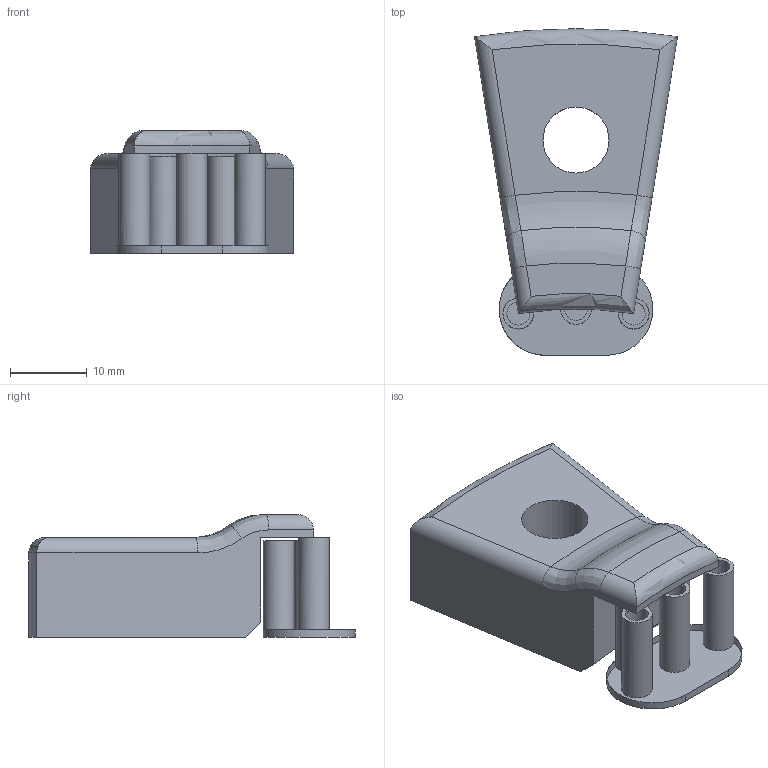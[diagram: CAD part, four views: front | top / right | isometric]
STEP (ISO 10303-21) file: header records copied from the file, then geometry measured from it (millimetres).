
FILE_DESCRIPTION(/* description */ (''),/* implementation_level */ '2;1');
FILE_NAME(/* name */ 'G004000-Clip rodamiento-con soporte_rev03.stp',/* time_stamp */ '2015-03-24T14:01:46+01:00',/* author */ ('jnazabal'),/* organization */ (''),/* preprocessor_version */ 'ST-DEVELOPER v15.6',/* originating_system */ 'Autodesk Inventor 2015',/* authorisation */ '');
FILE_SCHEMA (('AUTOMOTIVE_DESIGN { 1 0 10303 214 3 1 1 }'));
Length unit declared in the file: millimetre
Products named in the file (1): G004000-Clip rodamiento-con soporte_rev03
Bounding box: 26.44 x 42.5 x 16 mm (x, y, z)
Volume: 8664.7 mm3; surface area: 4637 mm2
Topology: 2 solids, 2 shells, 59 faces, 135 edges, 85 vertices
Faces by surface type: plane 25, cylinder 24, bspline 5, torus 3, cone 2
Full cylindrical faces by diameter (mm): 3 x5, 4 x5, 8.6 x1
Entity records: 1716 total; most frequent: CARTESIAN_POINT 449, DIRECTION 264, ORIENTED_EDGE 230, EDGE_CURVE 115, AXIS2_PLACEMENT_3D 110, EDGE_LOOP 78, VERTEX_POINT 77, FACE_OUTER_BOUND 59
